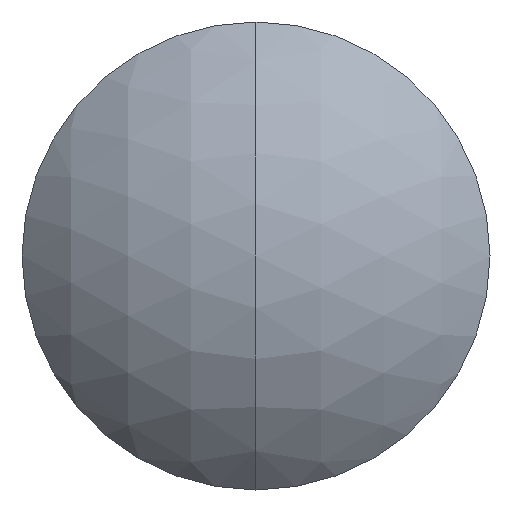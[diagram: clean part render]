
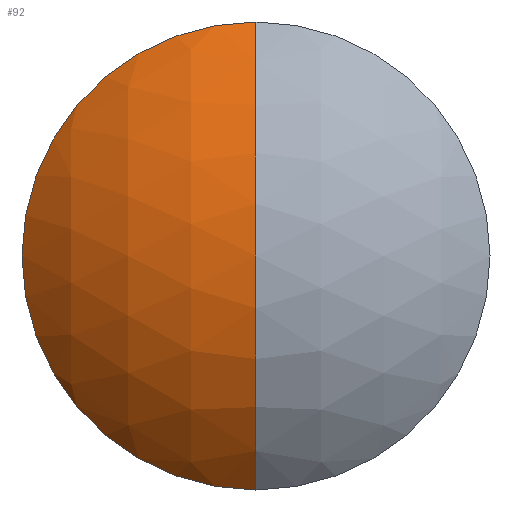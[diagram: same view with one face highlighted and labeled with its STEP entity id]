
A CAD part, left-side view. The second image highlights one B-rep face of the part: STEP entity #92.
In plain terms, the highlighted spherical face has radius 11 mm.
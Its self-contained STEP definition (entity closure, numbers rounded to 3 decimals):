
#25 = DIRECTION ( 'NONE',  ( 0., 0., -1. ) ) ;
#31 = DIRECTION ( 'NONE',  ( 0., 1., 0. ) ) ;
#70 = AXIS2_PLACEMENT_3D ( 'NONE', #325, #209, #25 ) ;
#84 = CARTESIAN_POINT ( 'NONE',  ( -11., 0., 0. ) ) ;
#86 = AXIS2_PLACEMENT_3D ( 'NONE', #153, #154, #157 ) ;
#92 = ADVANCED_FACE ( 'NONE', ( #375 ), #312, .T. ) ;
#107 = CIRCLE ( 'NONE', #162, 11. ) ;
#116 = DIRECTION ( 'NONE',  ( 0., 1., 0. ) ) ;
#128 = DIRECTION ( 'NONE',  ( 0., 0., 1. ) ) ;
#142 = CARTESIAN_POINT ( 'NONE',  ( 0., 0., 0. ) ) ;
#153 = CARTESIAN_POINT ( 'NONE',  ( -7.52, 0., 0. ) ) ;
#154 = DIRECTION ( 'NONE',  ( 1., 0., 0. ) ) ;
#157 = DIRECTION ( 'NONE',  ( 0., 0., -1. ) ) ;
#162 = AXIS2_PLACEMENT_3D ( 'NONE', #179, #31, #128 ) ;
#176 = EDGE_CURVE ( 'NONE', #307, #283, #107, .T. ) ;
#179 = CARTESIAN_POINT ( 'NONE',  ( 0., 0., 0. ) ) ;
#180 = AXIS2_PLACEMENT_3D ( 'NONE', #142, #116, #230 ) ;
#190 = VERTEX_POINT ( 'NONE', #198 ) ;
#198 = CARTESIAN_POINT ( 'NONE',  ( -7.52, 0., -8.028 ) ) ;
#209 = DIRECTION ( 'NONE',  ( 0., -1., 0. ) ) ;
#219 = ORIENTED_EDGE ( 'NONE', *, *, #306, .F. ) ;
#230 = DIRECTION ( 'NONE',  ( 0., 0., -1. ) ) ;
#283 = VERTEX_POINT ( 'NONE', #357 ) ;
#292 = EDGE_LOOP ( 'NONE', ( #333, #294, #219 ) ) ;
#294 = ORIENTED_EDGE ( 'NONE', *, *, #176, .T. ) ;
#306 = EDGE_CURVE ( 'NONE', #190, #283, #372, .T. ) ;
#307 = VERTEX_POINT ( 'NONE', #84 ) ;
#312 = SPHERICAL_SURFACE ( 'NONE', #180, 11. ) ;
#325 = CARTESIAN_POINT ( 'NONE',  ( 0., 0., 0. ) ) ;
#333 = ORIENTED_EDGE ( 'NONE', *, *, #340, .F. ) ;
#340 = EDGE_CURVE ( 'NONE', #307, #190, #346, .T. ) ;
#346 = CIRCLE ( 'NONE', #70, 11. ) ;
#357 = CARTESIAN_POINT ( 'NONE',  ( -7.52, 0., 8.028 ) ) ;
#372 = CIRCLE ( 'NONE', #86, 8.028 ) ;
#375 = FACE_OUTER_BOUND ( 'NONE', #292, .T. ) ;
